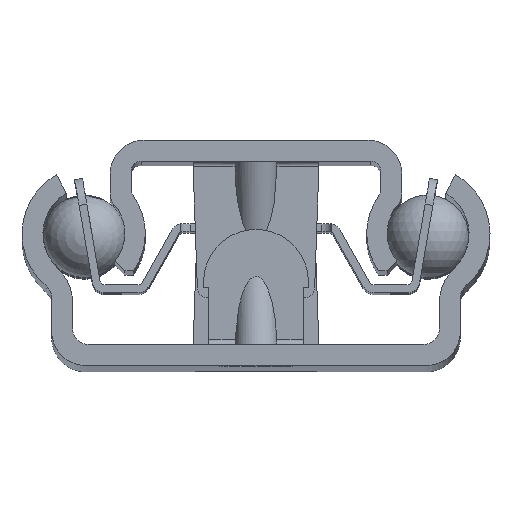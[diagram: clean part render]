
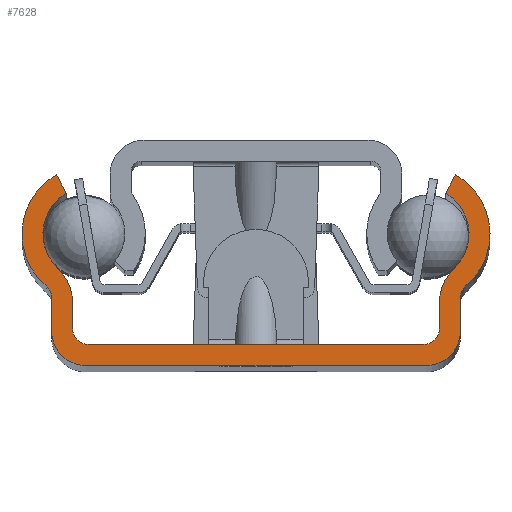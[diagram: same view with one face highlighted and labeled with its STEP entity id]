
A CAD part, top view. The second image highlights one B-rep face of the part: STEP entity #7628.
In plain terms, the highlighted planar face has unit normal (0, 0, 1).
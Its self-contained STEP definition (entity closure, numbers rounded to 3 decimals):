
#221=PLANE('',#8211);
#728=FACE_OUTER_BOUND('',#1137,.T.);
#1137=EDGE_LOOP('',(#5687,#5688,#5689,#5690,#5691,#5692,#5693,#5694,#5695,
#5696,#5697,#5698,#5699,#5700,#5701,#5702,#5703,#5704,#5705,#5706));
#1501=LINE('',#11192,#2281);
#1531=LINE('',#11301,#2311);
#1591=LINE('',#11498,#2371);
#1595=LINE('',#11510,#2375);
#1635=LINE('',#11671,#2415);
#1640=LINE('',#11692,#2420);
#1644=LINE('',#11707,#2424);
#1649=LINE('',#11728,#2429);
#2281=VECTOR('',#8874,10.);
#2311=VECTOR('',#8926,10.);
#2371=VECTOR('',#9068,10.);
#2375=VECTOR('',#9080,10.);
#2415=VECTOR('',#9206,10.);
#2420=VECTOR('',#9231,10.);
#2424=VECTOR('',#9249,10.);
#2429=VECTOR('',#9274,10.);
#3082=CIRCLE('',#8136,6.5);
#3084=CIRCLE('',#8140,4.5);
#3091=CIRCLE('',#8178,3.25);
#3093=CIRCLE('',#8182,1.5);
#3095=CIRCLE('',#8185,4.5);
#3097=CIRCLE('',#8188,4.5);
#3099=CIRCLE('',#8192,1.5);
#3101=CIRCLE('',#8195,1.5);
#3103=CIRCLE('',#8199,4.5);
#3105=CIRCLE('',#8202,6.5);
#3107=CIRCLE('',#8205,1.5);
#3109=CIRCLE('',#8209,3.25);
#3359=VERTEX_POINT('',#11190);
#3360=VERTEX_POINT('',#11191);
#3399=VERTEX_POINT('',#11299);
#3400=VERTEX_POINT('',#11300);
#3451=VERTEX_POINT('',#11495);
#3452=VERTEX_POINT('',#11497);
#3454=VERTEX_POINT('',#11503);
#3455=VERTEX_POINT('',#11507);
#3456=VERTEX_POINT('',#11509);
#3458=VERTEX_POINT('',#11515);
#3479=VERTEX_POINT('',#11664);
#3481=VERTEX_POINT('',#11670);
#3483=VERTEX_POINT('',#11679);
#3485=VERTEX_POINT('',#11685);
#3487=VERTEX_POINT('',#11691);
#3489=VERTEX_POINT('',#11700);
#3491=VERTEX_POINT('',#11706);
#3493=VERTEX_POINT('',#11715);
#3495=VERTEX_POINT('',#11721);
#3497=VERTEX_POINT('',#11727);
#4125=EDGE_CURVE('',#3359,#3360,#1501,.T.);
#4167=EDGE_CURVE('',#3399,#3400,#1531,.T.);
#4245=EDGE_CURVE('',#3451,#3452,#1591,.T.);
#4249=EDGE_CURVE('',#3454,#3451,#3082,.T.);
#4251=EDGE_CURVE('',#3455,#3456,#1595,.T.);
#4255=EDGE_CURVE('',#3458,#3455,#3084,.T.);
#4304=EDGE_CURVE('',#3360,#3479,#3091,.T.);
#4307=EDGE_CURVE('',#3479,#3481,#1635,.T.);
#4310=EDGE_CURVE('',#3481,#3454,#3093,.T.);
#4312=EDGE_CURVE('',#3452,#3483,#3095,.T.);
#4315=EDGE_CURVE('',#3483,#3485,#3097,.T.);
#4318=EDGE_CURVE('',#3485,#3487,#1640,.T.);
#4321=EDGE_CURVE('',#3487,#3399,#3099,.T.);
#4323=EDGE_CURVE('',#3400,#3489,#3101,.T.);
#4326=EDGE_CURVE('',#3489,#3491,#1644,.T.);
#4329=EDGE_CURVE('',#3491,#3458,#3103,.T.);
#4331=EDGE_CURVE('',#3456,#3493,#3105,.T.);
#4334=EDGE_CURVE('',#3493,#3495,#3107,.T.);
#4337=EDGE_CURVE('',#3495,#3497,#1649,.T.);
#4340=EDGE_CURVE('',#3497,#3359,#3109,.T.);
#5687=ORIENTED_EDGE('',*,*,#4304,.F.);
#5688=ORIENTED_EDGE('',*,*,#4125,.F.);
#5689=ORIENTED_EDGE('',*,*,#4340,.F.);
#5690=ORIENTED_EDGE('',*,*,#4337,.F.);
#5691=ORIENTED_EDGE('',*,*,#4334,.F.);
#5692=ORIENTED_EDGE('',*,*,#4331,.F.);
#5693=ORIENTED_EDGE('',*,*,#4251,.F.);
#5694=ORIENTED_EDGE('',*,*,#4255,.F.);
#5695=ORIENTED_EDGE('',*,*,#4329,.F.);
#5696=ORIENTED_EDGE('',*,*,#4326,.F.);
#5697=ORIENTED_EDGE('',*,*,#4323,.F.);
#5698=ORIENTED_EDGE('',*,*,#4167,.F.);
#5699=ORIENTED_EDGE('',*,*,#4321,.F.);
#5700=ORIENTED_EDGE('',*,*,#4318,.F.);
#5701=ORIENTED_EDGE('',*,*,#4315,.F.);
#5702=ORIENTED_EDGE('',*,*,#4312,.F.);
#5703=ORIENTED_EDGE('',*,*,#4245,.F.);
#5704=ORIENTED_EDGE('',*,*,#4249,.F.);
#5705=ORIENTED_EDGE('',*,*,#4310,.F.);
#5706=ORIENTED_EDGE('',*,*,#4307,.F.);
#7628=ADVANCED_FACE('',(#728),#221,.T.);
#8136=AXIS2_PLACEMENT_3D('',#11505,#9075,#9076);
#8140=AXIS2_PLACEMENT_3D('',#11517,#9087,#9088);
#8178=AXIS2_PLACEMENT_3D('',#11665,#9199,#9200);
#8182=AXIS2_PLACEMENT_3D('',#11676,#9211,#9212);
#8185=AXIS2_PLACEMENT_3D('',#11680,#9217,#9218);
#8188=AXIS2_PLACEMENT_3D('',#11686,#9224,#9225);
#8192=AXIS2_PLACEMENT_3D('',#11697,#9236,#9237);
#8195=AXIS2_PLACEMENT_3D('',#11701,#9242,#9243);
#8199=AXIS2_PLACEMENT_3D('',#11712,#9254,#9255);
#8202=AXIS2_PLACEMENT_3D('',#11716,#9260,#9261);
#8205=AXIS2_PLACEMENT_3D('',#11722,#9267,#9268);
#8209=AXIS2_PLACEMENT_3D('',#11733,#9279,#9280);
#8211=AXIS2_PLACEMENT_3D('',#11735,#9283,#9284);
#8874=DIRECTION('',(-1.,0.,0.));
#8926=DIRECTION('',(1.,0.,0.));
#9068=DIRECTION('',(0.469,-0.883,0.));
#9075=DIRECTION('center_axis',(0.,0.,-1.));
#9076=DIRECTION('ref_axis',(0.494,-0.869,0.));
#9080=DIRECTION('',(0.469,0.883,0.));
#9087=DIRECTION('center_axis',(0.,0.,1.));
#9088=DIRECTION('ref_axis',(0.686,-0.727,0.));
#9199=DIRECTION('center_axis',(0.,0.,-1.));
#9200=DIRECTION('ref_axis',(1.,0.,0.));
#9206=DIRECTION('',(0.,1.,0.));
#9211=DIRECTION('center_axis',(0.,0.,1.));
#9212=DIRECTION('ref_axis',(1.,0.,0.));
#9217=DIRECTION('center_axis',(0.,0.,1.));
#9218=DIRECTION('ref_axis',(-0.506,0.863,0.));
#9224=DIRECTION('center_axis',(0.,0.,-1.));
#9225=DIRECTION('ref_axis',(-1.,0.,0.));
#9231=DIRECTION('',(0.,-1.,0.));
#9236=DIRECTION('center_axis',(0.,0.,1.));
#9237=DIRECTION('ref_axis',(-1.,0.,0.));
#9242=DIRECTION('center_axis',(0.,0.,1.));
#9243=DIRECTION('ref_axis',(0.,-1.,0.));
#9249=DIRECTION('',(0.,1.,0.));
#9254=DIRECTION('center_axis',(0.,0.,-1.));
#9255=DIRECTION('ref_axis',(0.686,-0.727,0.));
#9260=DIRECTION('center_axis',(0.,0.,-1.));
#9261=DIRECTION('ref_axis',(-0.647,0.763,0.));
#9267=DIRECTION('center_axis',(0.,0.,1.));
#9268=DIRECTION('ref_axis',(-0.647,0.763,0.));
#9274=DIRECTION('',(0.,-1.,0.));
#9279=DIRECTION('center_axis',(0.,0.,-1.));
#9280=DIRECTION('ref_axis',(0.,1.,0.));
#9283=DIRECTION('center_axis',(0.,0.,1.));
#9284=DIRECTION('ref_axis',(1.,0.,0.));
#11190=CARTESIAN_POINT('',(16.25,0.,350.));
#11191=CARTESIAN_POINT('',(-16.25,0.,350.));
#11192=CARTESIAN_POINT('',(0.,0.,350.));
#11299=CARTESIAN_POINT('',(-16.,2.,350.));
#11300=CARTESIAN_POINT('',(16.,2.,350.));
#11301=CARTESIAN_POINT('',(0.,2.,350.));
#11495=CARTESIAN_POINT('',(-19.039,18.2,350.));
#11497=CARTESIAN_POINT('',(-18.1,16.433,350.));
#11498=CARTESIAN_POINT('',(-19.039,18.2,350.));
#11503=CARTESIAN_POINT('',(-20.03,7.593,350.));
#11505=CARTESIAN_POINT('Origin',(-15.825,12.55,350.));
#11507=CARTESIAN_POINT('',(18.1,16.433,350.));
#11509=CARTESIAN_POINT('',(19.039,18.2,350.));
#11510=CARTESIAN_POINT('',(18.1,16.433,350.));
#11515=CARTESIAN_POINT('',(18.913,9.276,350.));
#11517=CARTESIAN_POINT('Origin',(15.825,12.55,350.));
#11664=CARTESIAN_POINT('',(-19.5,3.25,350.));
#11665=CARTESIAN_POINT('Origin',(-16.25,3.25,350.));
#11670=CARTESIAN_POINT('',(-19.5,6.449,350.));
#11671=CARTESIAN_POINT('',(-19.5,3.25,350.));
#11676=CARTESIAN_POINT('Origin',(-21.,6.449,350.));
#11679=CARTESIAN_POINT('',(-18.913,9.276,350.));
#11680=CARTESIAN_POINT('Origin',(-15.825,12.55,350.));
#11685=CARTESIAN_POINT('',(-17.5,6.003,350.));
#11686=CARTESIAN_POINT('Origin',(-22.,6.003,350.));
#11691=CARTESIAN_POINT('',(-17.5,3.5,350.));
#11692=CARTESIAN_POINT('',(-17.5,6.003,350.));
#11697=CARTESIAN_POINT('Origin',(-16.,3.5,350.));
#11700=CARTESIAN_POINT('',(17.5,3.5,350.));
#11701=CARTESIAN_POINT('Origin',(16.,3.5,350.));
#11706=CARTESIAN_POINT('',(17.5,6.003,350.));
#11707=CARTESIAN_POINT('',(17.5,3.5,350.));
#11712=CARTESIAN_POINT('Origin',(22.,6.003,350.));
#11715=CARTESIAN_POINT('',(20.03,7.593,350.));
#11716=CARTESIAN_POINT('Origin',(15.825,12.55,350.));
#11721=CARTESIAN_POINT('',(19.5,6.449,350.));
#11722=CARTESIAN_POINT('Origin',(21.,6.449,350.));
#11727=CARTESIAN_POINT('',(19.5,3.25,350.));
#11728=CARTESIAN_POINT('',(19.5,6.449,350.));
#11733=CARTESIAN_POINT('Origin',(16.25,3.25,350.));
#11735=CARTESIAN_POINT('Origin',(0.,5.67,
350.));
